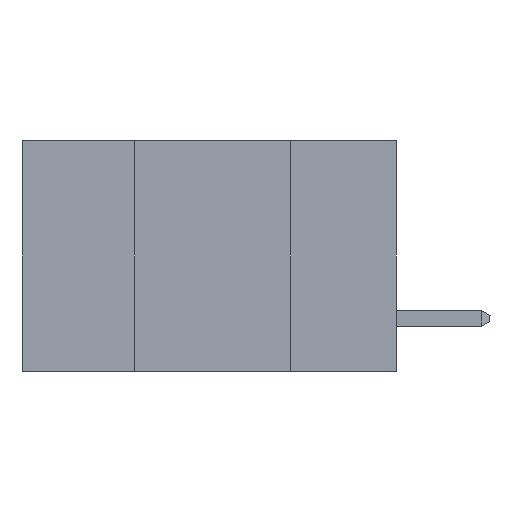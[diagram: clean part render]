
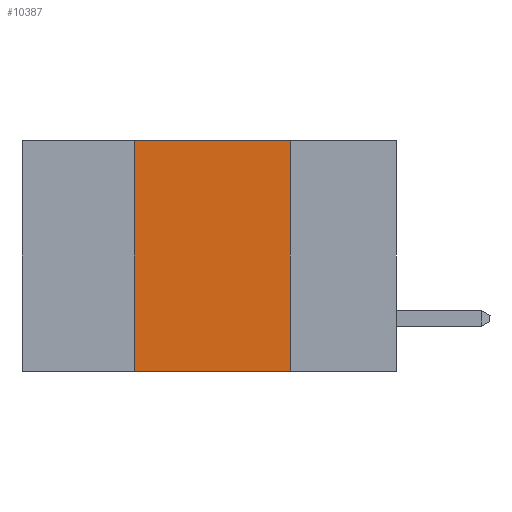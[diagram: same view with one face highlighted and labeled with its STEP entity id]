
A CAD part, left-side view. The second image highlights one B-rep face of the part: STEP entity #10387.
In plain terms, the highlighted planar face has unit normal (-1, 0, 0).
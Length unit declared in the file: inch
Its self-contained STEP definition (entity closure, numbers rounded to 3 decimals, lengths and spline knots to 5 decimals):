
#1931 = VERTEX_POINT ( 'NONE', #5624 ) ;
#2274 = CARTESIAN_POINT ( 'NONE',  ( 0., 0.6, 0. ) ) ;
#2990 = CARTESIAN_POINT ( 'NONE',  ( 0., 0.42, 0. ) ) ;
#3303 = DIRECTION ( 'NONE',  ( 1., 0., 0. ) ) ;
#3659 = CARTESIAN_POINT ( 'NONE',  ( 0., 0.42, 0. ) ) ;
#3754 = VERTEX_POINT ( 'NONE', #7184 ) ;
#3845 = DIRECTION ( 'NONE',  ( 0., -1., 0. ) ) ;
#4816 = VECTOR ( 'NONE', #3845, 39.37008 ) ;
#5256 = LINE ( 'NONE', #2274, #17066 ) ;
#5290 = CARTESIAN_POINT ( 'NONE',  ( 0., 0.42, -0.37 ) ) ;
#5624 = CARTESIAN_POINT ( 'NONE',  ( 0., 0.17, 0. ) ) ;
#5946 = DIRECTION ( 'NONE',  ( 0., 0., -1. ) ) ;
#6482 = EDGE_CURVE ( 'NONE', #8072, #1931, #5256, .T. ) ;
#6746 = VECTOR ( 'NONE', #11133, 39.37008 ) ;
#6952 = LINE ( 'NONE', #2990, #6746 ) ;
#7016 = VECTOR ( 'NONE', #5946, 39.37008 ) ;
#7184 = CARTESIAN_POINT ( 'NONE',  ( 0., 0.17, -0.37 ) ) ;
#7417 = CARTESIAN_POINT ( 'NONE',  ( 0., 0.6, 0. ) ) ;
#7840 = LINE ( 'NONE', #11232, #7016 ) ;
#8022 = VERTEX_POINT ( 'NONE', #5290 ) ;
#8072 = VERTEX_POINT ( 'NONE', #3659 ) ;
#8880 = LINE ( 'NONE', #16358, #4816 ) ;
#9672 = AXIS2_PLACEMENT_3D ( 'NONE', #7417, #3303, #12886 ) ;
#9843 = EDGE_LOOP ( 'NONE', ( #14683, #16859, #13912, #17085 ) ) ;
#10387 = ADVANCED_FACE ( 'NONE', ( #15875 ), #12719, .F. ) ;
#11133 = DIRECTION ( 'NONE',  ( 0., 0., 1. ) ) ;
#11232 = CARTESIAN_POINT ( 'NONE',  ( 0., 0.17, 0. ) ) ;
#11679 = EDGE_CURVE ( 'NONE', #1931, #3754, #7840, .T. ) ;
#12719 = PLANE ( 'NONE',  #9672 ) ;
#12886 = DIRECTION ( 'NONE',  ( 0., 0., -1. ) ) ;
#13014 = DIRECTION ( 'NONE',  ( 0., -1., 0. ) ) ;
#13912 = ORIENTED_EDGE ( 'NONE', *, *, #16576, .F. ) ;
#14683 = ORIENTED_EDGE ( 'NONE', *, *, #11679, .F. ) ;
#15203 = EDGE_CURVE ( 'NONE', #8022, #3754, #8880, .T. ) ;
#15875 = FACE_OUTER_BOUND ( 'NONE', #9843, .T. ) ;
#16358 = CARTESIAN_POINT ( 'NONE',  ( 0., 0.6, -0.37 ) ) ;
#16576 = EDGE_CURVE ( 'NONE', #8022, #8072, #6952, .T. ) ;
#16859 = ORIENTED_EDGE ( 'NONE', *, *, #6482, .F. ) ;
#17066 = VECTOR ( 'NONE', #13014, 39.37008 ) ;
#17085 = ORIENTED_EDGE ( 'NONE', *, *, #15203, .T. ) ;
